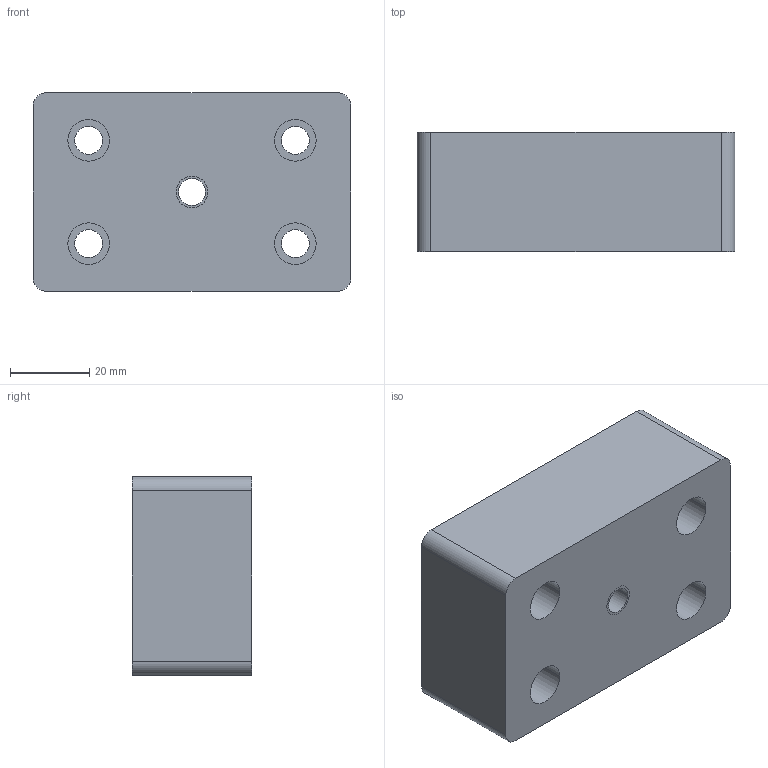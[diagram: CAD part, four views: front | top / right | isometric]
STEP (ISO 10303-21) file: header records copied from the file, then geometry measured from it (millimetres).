
FILE_DESCRIPTION((''),'2;1');
FILE_NAME('JC35TT-0096','2021-01-06T17:03:30',('sa'),('捷昌驱动'),'CREO PARAMETRIC BY PTC INC, 2018100','CREO PARAMETRIC BY PTC INC, 2018100','');
FILE_SCHEMA(('CONFIG_CONTROL_DESIGN'));
Length unit declared in the file: millimetre
Products named in the file (1): JC35TT-0096
Bounding box: 80 x 30 x 50 mm (x, y, z)
Volume: 74210.1 mm3; surface area: 32304.1 mm2
Topology: 1 solids, 2 shells, 279 faces, 750 edges, 500 vertices
Faces by surface type: plane 127, extrusion 114, cylinder 38
Entity records: 9183 total; most frequent: CARTESIAN_POINT 2485, ORIENTED_EDGE 1496, DIRECTION 1044, EDGE_CURVE 750, VECTOR 560, VERTEX_POINT 500, LINE 446, B_SPLINE_CURVE_WITH_KNOTS 342
